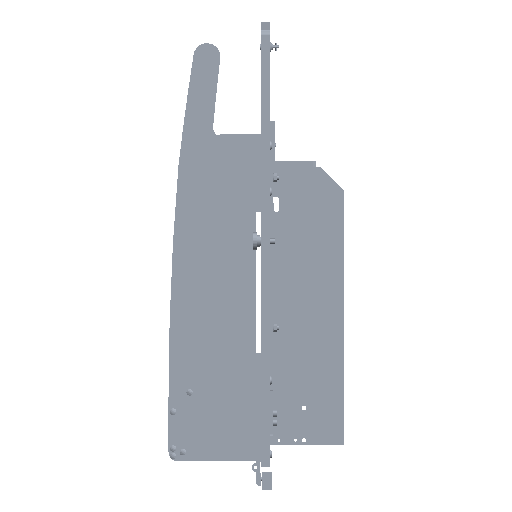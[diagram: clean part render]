
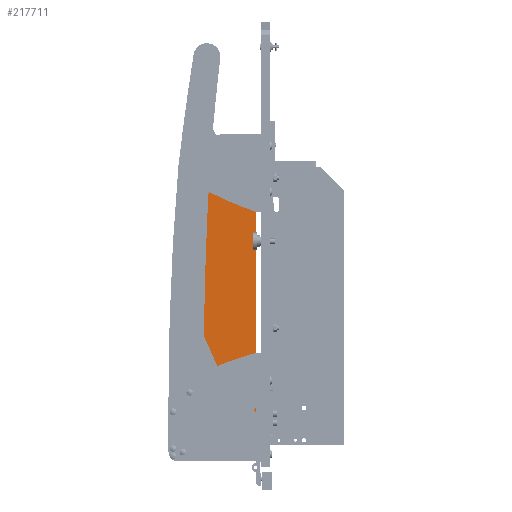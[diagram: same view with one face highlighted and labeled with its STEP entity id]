
A CAD part, left-side view. The second image highlights one B-rep face of the part: STEP entity #217711.
In plain terms, the highlighted planar face has unit normal (-1, 0, 0).
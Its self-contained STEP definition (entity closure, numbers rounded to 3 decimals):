
#3655 = ORIENTED_EDGE ( 'NONE', *, *, #136614, .F. ) ;
#4202 = CIRCLE ( 'NONE', #58879, 4. ) ;
#5034 = DIRECTION ( 'NONE',  ( 0., 0., 1. ) ) ;
#6610 = ORIENTED_EDGE ( 'NONE', *, *, #152856, .F. ) ;
#7809 = ORIENTED_EDGE ( 'NONE', *, *, #195047, .T. ) ;
#9453 = DIRECTION ( 'NONE',  ( 0., 0., 1. ) ) ;
#16090 = LINE ( 'NONE', #90200, #52246 ) ;
#16950 = LINE ( 'NONE', #32281, #211207 ) ;
#17186 = LINE ( 'NONE', #185733, #267435 ) ;
#20559 = EDGE_CURVE ( 'NONE', #75617, #80404, #216986, .T. ) ;
#21540 = DIRECTION ( 'NONE',  ( -1., 0., 0. ) ) ;
#22262 = CIRCLE ( 'NONE', #136495, 4. ) ;
#23994 = VERTEX_POINT ( 'NONE', #171958 ) ;
#24434 = FACE_OUTER_BOUND ( 'NONE', #145913, .T. ) ;
#32281 = CARTESIAN_POINT ( 'NONE',  ( -264., 85.25, 113.5 ) ) ;
#32483 = CARTESIAN_POINT ( 'NONE',  ( -264., 85.25, 113.5 ) ) ;
#39261 = VERTEX_POINT ( 'NONE', #39963 ) ;
#39360 = LINE ( 'NONE', #43352, #115028 ) ;
#39963 = CARTESIAN_POINT ( 'NONE',  ( -264., 81.25, -229.5 ) ) ;
#43352 = CARTESIAN_POINT ( 'NONE',  ( -264., 5.25, 113.5 ) ) ;
#44256 = AXIS2_PLACEMENT_3D ( 'NONE', #32483, #261515, #9453 ) ;
#52246 = VECTOR ( 'NONE', #237445, 1000. ) ;
#55335 = DIRECTION ( 'NONE',  ( -1., 0., 0. ) ) ;
#58879 = AXIS2_PLACEMENT_3D ( 'NONE', #212935, #173497, #5034 ) ;
#64677 = CARTESIAN_POINT ( 'NONE',  ( -264., 9.25, 109.5 ) ) ;
#65589 = CIRCLE ( 'NONE', #77012, 4. ) ;
#75617 = VERTEX_POINT ( 'NONE', #99428 ) ;
#77012 = AXIS2_PLACEMENT_3D ( 'NONE', #64677, #21540, #83975 ) ;
#77939 = CARTESIAN_POINT ( 'NONE',  ( -264., 85.25, -225.5 ) ) ;
#79137 = DIRECTION ( 'NONE',  ( 0., 0., 1. ) ) ;
#80404 = VERTEX_POINT ( 'NONE', #247272 ) ;
#83975 = DIRECTION ( 'NONE',  ( 0., 0., 1. ) ) ;
#86343 = CARTESIAN_POINT ( 'NONE',  ( -264., 81.25, -225.5 ) ) ;
#89307 = EDGE_CURVE ( 'NONE', #23994, #256355, #4202, .T. ) ;
#90200 = CARTESIAN_POINT ( 'NONE',  ( -264., 5.25, -229.5 ) ) ;
#99428 = CARTESIAN_POINT ( 'NONE',  ( -264., 9.25, -229.5 ) ) ;
#103243 = EDGE_CURVE ( 'NONE', #122872, #39261, #22262, .T. ) ;
#109779 = ORIENTED_EDGE ( 'NONE', *, *, #118132, .F. ) ;
#114231 = PLANE ( 'NONE',  #44256 ) ;
#115028 = VECTOR ( 'NONE', #254895, 1000. ) ;
#116960 = CARTESIAN_POINT ( 'NONE',  ( -264., 5.25, 109.5 ) ) ;
#118132 = EDGE_CURVE ( 'NONE', #75617, #39261, #16090, .T. ) ;
#122872 = VERTEX_POINT ( 'NONE', #77939 ) ;
#134813 = ORIENTED_EDGE ( 'NONE', *, *, #89307, .T. ) ;
#136495 = AXIS2_PLACEMENT_3D ( 'NONE', #86343, #210617, #171126 ) ;
#136614 = EDGE_CURVE ( 'NONE', #122872, #256355, #16950, .T. ) ;
#139961 = CARTESIAN_POINT ( 'NONE',  ( -264., 9.25, -225.5 ) ) ;
#145913 = EDGE_LOOP ( 'NONE', ( #109779, #212722, #259623, #7809, #6610, #134813, #3655, #256655 ) ) ;
#152856 = EDGE_CURVE ( 'NONE', #23994, #263970, #17186, .T. ) ;
#156515 = DIRECTION ( 'NONE',  ( 0., 0., 1. ) ) ;
#161770 = CARTESIAN_POINT ( 'NONE',  ( -264., 85.25, 109.5 ) ) ;
#163685 = DIRECTION ( 'NONE',  ( 0., -1., 0. ) ) ;
#169056 = CARTESIAN_POINT ( 'NONE',  ( -264., 9.25, 113.5 ) ) ;
#171126 = DIRECTION ( 'NONE',  ( 0., 0., 1. ) ) ;
#171958 = CARTESIAN_POINT ( 'NONE',  ( -264., 81.25, 113.5 ) ) ;
#173497 = DIRECTION ( 'NONE',  ( -1., 0., 0. ) ) ;
#185733 = CARTESIAN_POINT ( 'NONE',  ( -264., 5.25, 113.5 ) ) ;
#195047 = EDGE_CURVE ( 'NONE', #246195, #263970, #65589, .T. ) ;
#210617 = DIRECTION ( 'NONE',  ( -1., 0., 0. ) ) ;
#211207 = VECTOR ( 'NONE', #156515, 1000. ) ;
#212722 = ORIENTED_EDGE ( 'NONE', *, *, #20559, .T. ) ;
#212935 = CARTESIAN_POINT ( 'NONE',  ( -264., 81.25, 109.5 ) ) ;
#216986 = CIRCLE ( 'NONE', #223485, 4. ) ;
#217711 = ADVANCED_FACE ( 'NONE', ( #24434 ), #114231, .T. ) ;
#221619 = EDGE_CURVE ( 'NONE', #246195, #80404, #39360, .T. ) ;
#223485 = AXIS2_PLACEMENT_3D ( 'NONE', #139961, #55335, #79137 ) ;
#237445 = DIRECTION ( 'NONE',  ( 0., 1., 0. ) ) ;
#246195 = VERTEX_POINT ( 'NONE', #116960 ) ;
#247272 = CARTESIAN_POINT ( 'NONE',  ( -264., 5.25, -225.5 ) ) ;
#254895 = DIRECTION ( 'NONE',  ( 0., 0., -1. ) ) ;
#256355 = VERTEX_POINT ( 'NONE', #161770 ) ;
#256655 = ORIENTED_EDGE ( 'NONE', *, *, #103243, .T. ) ;
#259623 = ORIENTED_EDGE ( 'NONE', *, *, #221619, .F. ) ;
#261515 = DIRECTION ( 'NONE',  ( -1., 0., 0. ) ) ;
#263970 = VERTEX_POINT ( 'NONE', #169056 ) ;
#267435 = VECTOR ( 'NONE', #163685, 1000. ) ;
